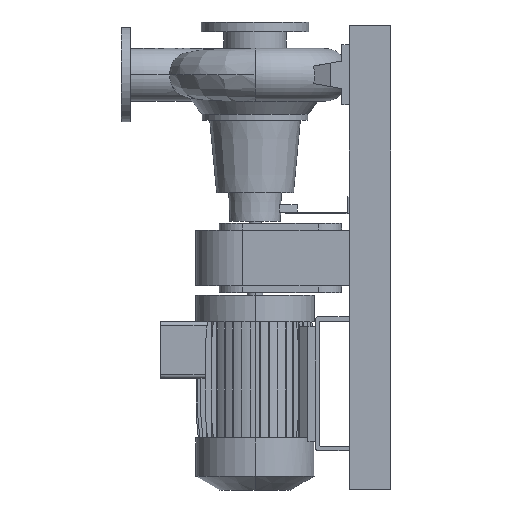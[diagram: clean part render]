
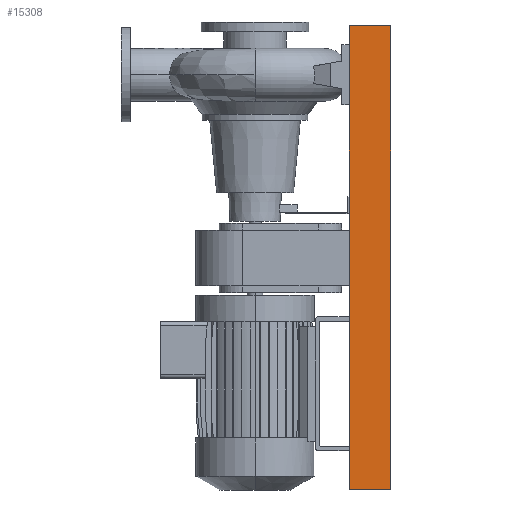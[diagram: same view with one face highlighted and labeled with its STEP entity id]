
A CAD part, left-side view. The second image highlights one B-rep face of the part: STEP entity #15308.
In plain terms, the highlighted planar face has unit normal (-1, 0, 0).
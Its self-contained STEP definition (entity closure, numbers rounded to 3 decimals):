
#647 = VERTEX_POINT ( 'NONE', #19109 ) ;
#1341 = EDGE_CURVE ( 'NONE', #647, #9241, #13492, .T. ) ;
#1796 = ORIENTED_EDGE ( 'NONE', *, *, #17292, .F. ) ;
#2456 = EDGE_LOOP ( 'NONE', ( #11556, #1796, #5993, #9478 ) ) ;
#2606 = PLANE ( 'NONE',  #15583 ) ;
#2910 = VECTOR ( 'NONE', #16637, 1000. ) ;
#4172 = CARTESIAN_POINT ( 'NONE',  ( -200., 55., 615. ) ) ;
#5993 = ORIENTED_EDGE ( 'NONE', *, *, #16893, .T. ) ;
#6255 = LINE ( 'NONE', #12914, #20744 ) ;
#7554 = DIRECTION ( 'NONE',  ( 0., 0., 1. ) ) ;
#7578 = CARTESIAN_POINT ( 'NONE',  ( -200., 55., -615. ) ) ;
#9241 = VERTEX_POINT ( 'NONE', #21566 ) ;
#9392 = FACE_OUTER_BOUND ( 'NONE', #2456, .T. ) ;
#9478 = ORIENTED_EDGE ( 'NONE', *, *, #1341, .T. ) ;
#11556 = ORIENTED_EDGE ( 'NONE', *, *, #17787, .F. ) ;
#12914 = CARTESIAN_POINT ( 'NONE',  ( -200., -55., 615. ) ) ;
#13492 = LINE ( 'NONE', #17088, #14893 ) ;
#13960 = CARTESIAN_POINT ( 'NONE',  ( -200., 55., -615. ) ) ;
#14540 = DIRECTION ( 'NONE',  ( -1., 0., 0. ) ) ;
#14893 = VECTOR ( 'NONE', #20147, 1000. ) ;
#15219 = CARTESIAN_POINT ( 'NONE',  ( -200., -55., -615. ) ) ;
#15308 = ADVANCED_FACE ( 'NONE', ( #9392 ), #2606, .T. ) ;
#15583 = AXIS2_PLACEMENT_3D ( 'NONE', #19548, #14540, #7554 ) ;
#16120 = VERTEX_POINT ( 'NONE', #13960 ) ;
#16637 = DIRECTION ( 'NONE',  ( 0., -1., 0. ) ) ;
#16893 = EDGE_CURVE ( 'NONE', #16120, #647, #18387, .T. ) ;
#17013 = VERTEX_POINT ( 'NONE', #4172 ) ;
#17088 = CARTESIAN_POINT ( 'NONE',  ( -200., -55., -615. ) ) ;
#17292 = EDGE_CURVE ( 'NONE', #16120, #17013, #21104, .T. ) ;
#17787 = EDGE_CURVE ( 'NONE', #17013, #9241, #6255, .T. ) ;
#18387 = LINE ( 'NONE', #15219, #2910 ) ;
#18965 = VECTOR ( 'NONE', #19570, 1000. ) ;
#19109 = CARTESIAN_POINT ( 'NONE',  ( -200., -55., -615. ) ) ;
#19548 = CARTESIAN_POINT ( 'NONE',  ( -200., -55., -615. ) ) ;
#19570 = DIRECTION ( 'NONE',  ( 0., 0., 1. ) ) ;
#19573 = DIRECTION ( 'NONE',  ( 0., -1., 0. ) ) ;
#20147 = DIRECTION ( 'NONE',  ( 0., 0., 1. ) ) ;
#20744 = VECTOR ( 'NONE', #19573, 1000. ) ;
#21104 = LINE ( 'NONE', #7578, #18965 ) ;
#21566 = CARTESIAN_POINT ( 'NONE',  ( -200., -55., 615. ) ) ;
